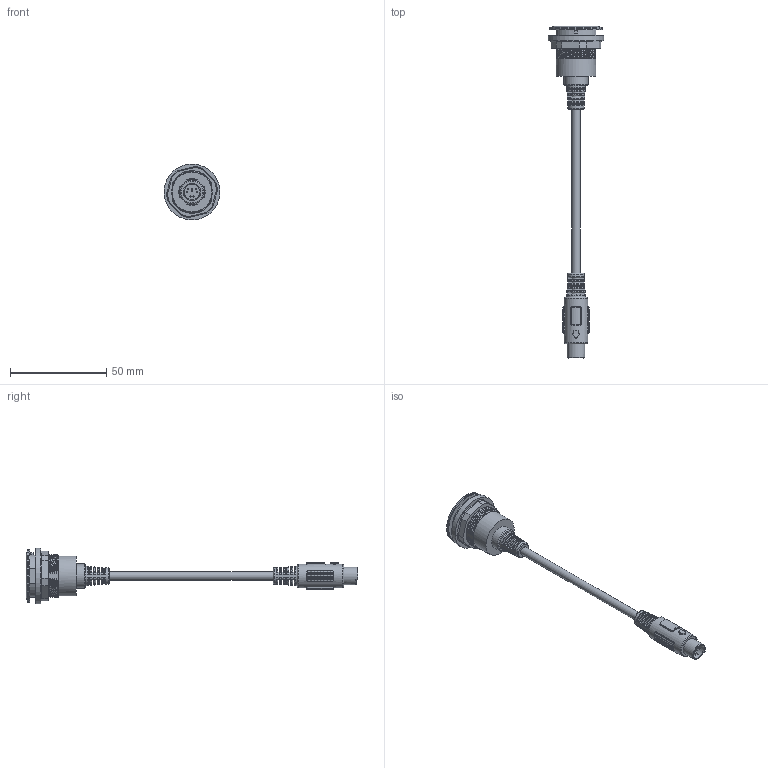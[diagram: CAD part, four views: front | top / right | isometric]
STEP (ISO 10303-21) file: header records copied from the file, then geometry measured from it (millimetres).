
FILE_DESCRIPTION(/* description */ (''),/* implementation_level */ '2;1');
FILE_NAME(/* name */ 'RRJ_PS2_200cm.stp',/* time_stamp */ '2016-03-08T07:14:51+01:00',/* author */ ('mharscher'),/* organization */ (''),/* preprocessor_version */ 'ST-DEVELOPER v15.2',/* originating_system */ 'Autodesk Inventor 2014',/* authorisation */ '');
FILE_SCHEMA (('CONFIG_CONTROL_DESIGN'));
Length unit declared in the file: centimetre
Products named in the file (1): RRJ_PS2_200cm
Bounding box: 28.93 x 172.15 x 28.93 mm (x, y, z)
Volume: 16628.9 mm3; surface area: 8948.5 mm2
Topology: 1 solids, 1 shells, 676 faces, 1942 edges, 1292 vertices
Faces by surface type: plane 224, torus 140, cylinder 118, bspline 102, cone 85, sphere 7
Full cylindrical faces by diameter (mm): 4.35 x1, 8.1 x1, 9 x1, 9.1 x1, 9.7 x1, 9.8 x1, 12.3 x1, 12.5 x1, 20.05 x1, 20.7 x1, 20.917 x1, 22.6 x1, 25.35 x1, 27.1 x1, 27.9 x1, 29 x1
Entity records: 29949 total; most frequent: CARTESIAN_POINT 14098, ORIENTED_EDGE 3712, DIRECTION 2765, EDGE_CURVE 1856, VERTEX_POINT 1254, AXIS2_PLACEMENT_3D 1084, EDGE_LOOP 767, ADVANCED_FACE 675
